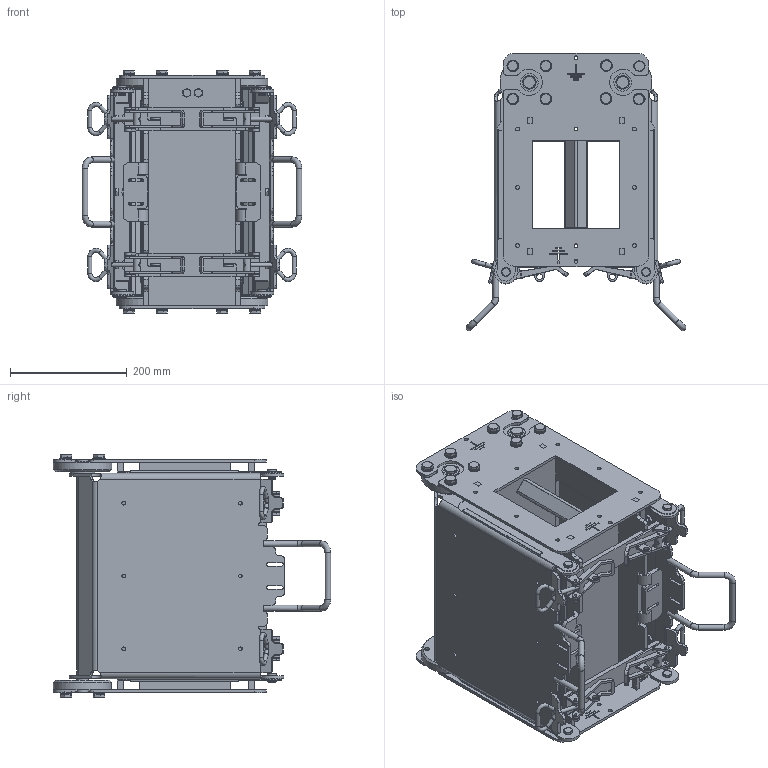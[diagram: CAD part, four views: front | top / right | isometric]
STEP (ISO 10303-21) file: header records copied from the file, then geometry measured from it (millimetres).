
FILE_DESCRIPTION(/* description */ (''),/* implementation_level */ '2;1');
FILE_NAME(/* name */ 'SBPN151500.stp',/* time_stamp */ '2019-04-29T07:53:24+02:00',/* author */ ('pw'),/* organization */ (''),/* preprocessor_version */ 'ST-DEVELOPER v16.5',/* originating_system */ 'Autodesk Inventor 2017',/* authorisation */ '');
FILE_SCHEMA (('AUTOMOTIVE_DESIGN { 1 0 10303 214 3 1 1 }'));
Products named in the file (1): SBPN15150
Bounding box: 376.89 x 475.44 x 416.8 mm (x, y, z)
Volume: 5216534.1 mm3; surface area: 2590435.6 mm2
Topology: 17 solids, 19 shells, 2717 faces, 6944 edges, 4376 vertices
Faces by surface type: plane 1409, cylinder 928, cone 240, torus 96, bspline 44
Full cylindrical faces by diameter (mm): 1.7 x4, 3 x8, 4 x16, 6 x8, 6.647 x38, 7 x16, 7.323 x4, 8 x8, 8.376 x16, 9.188 x16, 10 x30, 10.5 x15, 11.4 x4, 11.5 x4, 12 x14, 12.2 x8, 15 x4, 15.4 x16, 20 x21, 20.1 x4, 20.2 x2, 22 x6, 23 x6, 23.1 x4, 30 x4, 42 x2, 44 x4, 44.1 x4, 100 x4
Entity records: 85869 total; most frequent: CARTESIAN_POINT 18712, DIRECTION 13576, ORIENTED_EDGE 12868, EDGE_CURVE 6418, AXIS2_PLACEMENT_3D 4994, VERTEX_POINT 4244, LINE 3588, VECTOR 3588
